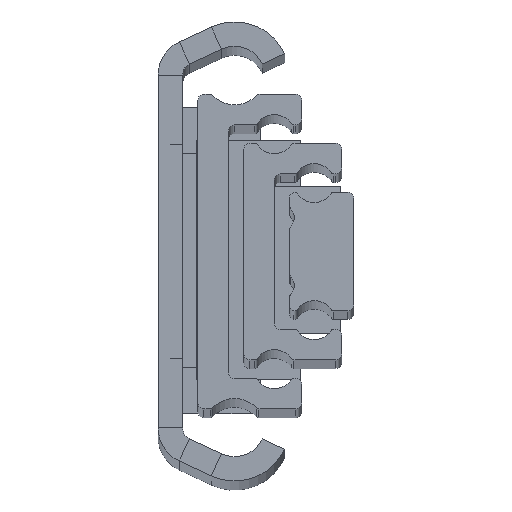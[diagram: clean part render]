
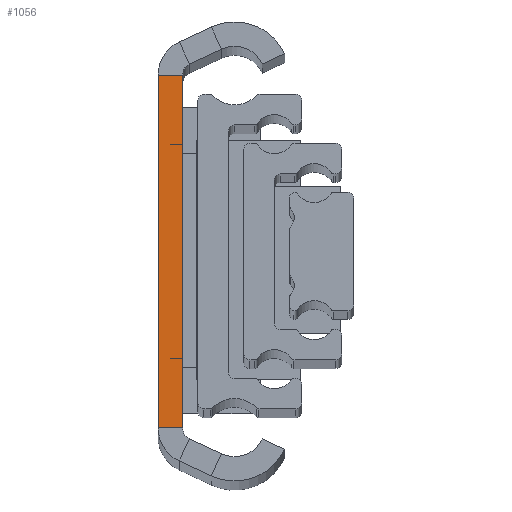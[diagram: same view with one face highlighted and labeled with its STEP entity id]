
A CAD part, top view. The second image highlights one B-rep face of the part: STEP entity #1056.
In plain terms, the highlighted planar face has unit normal (0, 0, 1).
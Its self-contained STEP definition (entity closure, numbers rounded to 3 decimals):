
#91 = EDGE_CURVE ( 'NONE', #6566, #2858, #2251, .T. ) ;
#97 = LINE ( 'NONE', #1723, #1923 ) ;
#122 = VERTEX_POINT ( 'NONE', #2292 ) ;
#358 = DIRECTION ( 'NONE',  ( -1., 0., 0. ) ) ;
#572 = EDGE_CURVE ( 'NONE', #122, #2858, #3485, .T. ) ;
#1056 = ADVANCED_FACE ( 'NONE', ( #3917 ), #2378, .F. ) ;
#1095 = EDGE_CURVE ( 'NONE', #2537, #122, #6148, .T. ) ;
#1209 = DIRECTION ( 'NONE',  ( -1., 0., 0. ) ) ;
#1256 = DIRECTION ( 'NONE',  ( 0., -1., 0. ) ) ;
#1364 = CARTESIAN_POINT ( 'NONE',  ( 4., 28.779, 0. ) ) ;
#1723 = CARTESIAN_POINT ( 'NONE',  ( 0., 28.779, 0. ) ) ;
#1750 = ORIENTED_EDGE ( 'NONE', *, *, #4002, .T. ) ;
#1923 = VECTOR ( 'NONE', #1209, 1000. ) ;
#2219 = VECTOR ( 'NONE', #4335, 1000. ) ;
#2251 = LINE ( 'NONE', #3349, #2219 ) ;
#2292 = CARTESIAN_POINT ( 'NONE',  ( 4., -28.779, 0. ) ) ;
#2378 = PLANE ( 'NONE',  #5505 ) ;
#2537 = VERTEX_POINT ( 'NONE', #5938 ) ;
#2806 = VECTOR ( 'NONE', #5585, 1000. ) ;
#2845 = ORIENTED_EDGE ( 'NONE', *, *, #1095, .F. ) ;
#2858 = VERTEX_POINT ( 'NONE', #6283 ) ;
#3313 = EDGE_LOOP ( 'NONE', ( #4115, #2845, #1750, #4440 ) ) ;
#3349 = CARTESIAN_POINT ( 'NONE',  ( 0., 28.779, 0. ) ) ;
#3485 = LINE ( 'NONE', #3551, #4818 ) ;
#3551 = CARTESIAN_POINT ( 'NONE',  ( 0., -28.779, 0. ) ) ;
#3621 = CARTESIAN_POINT ( 'NONE',  ( 0., 28.779, 0. ) ) ;
#3917 = FACE_OUTER_BOUND ( 'NONE', #3313, .T. ) ;
#3996 = DIRECTION ( 'NONE',  ( 0., 0., -1. ) ) ;
#4002 = EDGE_CURVE ( 'NONE', #2537, #6566, #97, .T. ) ;
#4115 = ORIENTED_EDGE ( 'NONE', *, *, #572, .F. ) ;
#4335 = DIRECTION ( 'NONE',  ( 0., -1., 0. ) ) ;
#4440 = ORIENTED_EDGE ( 'NONE', *, *, #91, .T. ) ;
#4500 = CARTESIAN_POINT ( 'NONE',  ( 0., 28.779, 0. ) ) ;
#4818 = VECTOR ( 'NONE', #358, 1000. ) ;
#5505 = AXIS2_PLACEMENT_3D ( 'NONE', #4500, #3996, #1256 ) ;
#5585 = DIRECTION ( 'NONE',  ( 0., -1., 0. ) ) ;
#5938 = CARTESIAN_POINT ( 'NONE',  ( 4., 28.779, 0. ) ) ;
#6148 = LINE ( 'NONE', #1364, #2806 ) ;
#6283 = CARTESIAN_POINT ( 'NONE',  ( 0., -28.779, 0. ) ) ;
#6566 = VERTEX_POINT ( 'NONE', #3621 ) ;
